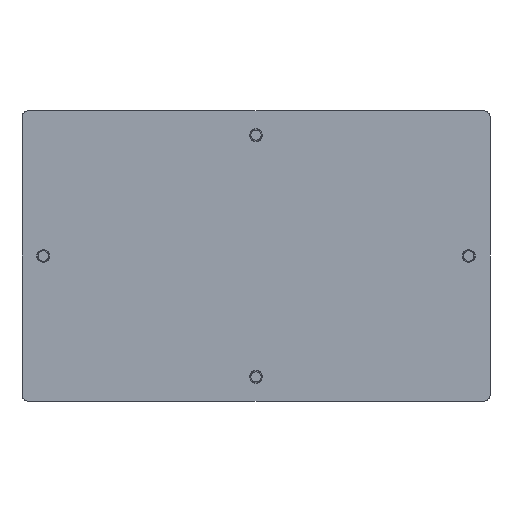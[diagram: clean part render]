
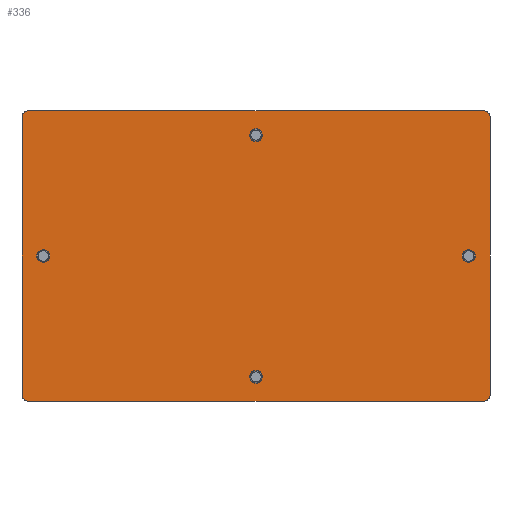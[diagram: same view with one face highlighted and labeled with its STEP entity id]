
A CAD part, front view. The second image highlights one B-rep face of the part: STEP entity #336.
In plain terms, the highlighted planar face has unit normal (0, -1, 0).
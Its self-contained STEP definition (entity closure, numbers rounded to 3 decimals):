
#336=ADVANCED_FACE('',(#590,#591,#592,#593,#594),#595,.F.);
#590=FACE_OUTER_BOUND('',#807,.T.);
#591=FACE_BOUND('',#808,.T.);
#592=FACE_BOUND('',#809,.T.);
#593=FACE_BOUND('',#810,.T.);
#594=FACE_BOUND('',#811,.T.);
#595=PLANE('',#812);
#807=EDGE_LOOP('',(#1305,#1306,#1307,#1308,#1309,#1310,#1311,#1312));
#808=EDGE_LOOP('',(#1313,#1314));
#809=EDGE_LOOP('',(#1315,#1316));
#810=EDGE_LOOP('',(#1317,#1318));
#811=EDGE_LOOP('',(#1319,#1320));
#812=AXIS2_PLACEMENT_3D('',#1321,#1322,#1323);
#1305=ORIENTED_EDGE('',*,*,#1480,.T.);
#1306=ORIENTED_EDGE('',*,*,#1487,.T.);
#1307=ORIENTED_EDGE('',*,*,#1505,.T.);
#1308=ORIENTED_EDGE('',*,*,#1516,.F.);
#1309=ORIENTED_EDGE('',*,*,#1501,.T.);
#1310=ORIENTED_EDGE('',*,*,#1518,.F.);
#1311=ORIENTED_EDGE('',*,*,#1475,.T.);
#1312=ORIENTED_EDGE('',*,*,#1489,.F.);
#1313=ORIENTED_EDGE('',*,*,#1471,.T.);
#1314=ORIENTED_EDGE('',*,*,#1508,.T.);
#1315=ORIENTED_EDGE('',*,*,#1466,.T.);
#1316=ORIENTED_EDGE('',*,*,#1510,.T.);
#1317=ORIENTED_EDGE('',*,*,#1461,.T.);
#1318=ORIENTED_EDGE('',*,*,#1512,.T.);
#1319=ORIENTED_EDGE('',*,*,#1456,.T.);
#1320=ORIENTED_EDGE('',*,*,#1514,.T.);
#1321=CARTESIAN_POINT('',(121.0,8.3,75.0));
#1322=DIRECTION('',(0.0,1.0,0.0));
#1323=DIRECTION('',(0.0,0.0,1.0));
#1456=EDGE_CURVE('',#1701,#1698,#1702,.T.);
#1461=EDGE_CURVE('',#1710,#1707,#1711,.T.);
#1466=EDGE_CURVE('',#1719,#1716,#1720,.T.);
#1471=EDGE_CURVE('',#1728,#1725,#1729,.T.);
#1475=EDGE_CURVE('',#1734,#1735,#1736,.T.);
#1480=EDGE_CURVE('',#1743,#1744,#1745,.T.);
#1487=EDGE_CURVE('',#1744,#1754,#1756,.T.);
#1489=EDGE_CURVE('',#1743,#1735,#1758,.T.);
#1501=EDGE_CURVE('',#1773,#1774,#1775,.T.);
#1505=EDGE_CURVE('',#1754,#1779,#1780,.T.);
#1508=EDGE_CURVE('',#1725,#1728,#1783,.T.);
#1510=EDGE_CURVE('',#1716,#1719,#1785,.T.);
#1512=EDGE_CURVE('',#1707,#1710,#1787,.T.);
#1514=EDGE_CURVE('',#1698,#1701,#1789,.T.);
#1516=EDGE_CURVE('',#1773,#1779,#1791,.T.);
#1518=EDGE_CURVE('',#1734,#1774,#1793,.T.);
#1698=VERTEX_POINT('',#2005);
#1701=VERTEX_POINT('',#2009);
#1702=CIRCLE('',#2010,3.3);
#1707=VERTEX_POINT('',#2016);
#1710=VERTEX_POINT('',#2020);
#1711=CIRCLE('',#2021,3.3);
#1716=VERTEX_POINT('',#2027);
#1719=VERTEX_POINT('',#2031);
#1720=CIRCLE('',#2032,3.3);
#1725=VERTEX_POINT('',#2038);
#1728=VERTEX_POINT('',#2042);
#1729=CIRCLE('',#2043,3.3);
#1734=VERTEX_POINT('',#2049);
#1735=VERTEX_POINT('',#2050);
#1736=CIRCLE('',#2051,3.);
#1743=VERTEX_POINT('',#2060);
#1744=VERTEX_POINT('',#2061);
#1745=CIRCLE('',#2062,3.);
#1754=VERTEX_POINT('',#2074);
#1756=LINE('',#2077,#2078);
#1758=LINE('',#2080,#2081);
#1773=VERTEX_POINT('',#2099);
#1774=VERTEX_POINT('',#2100);
#1775=CIRCLE('',#2101,3.);
#1779=VERTEX_POINT('',#2107);
#1780=CIRCLE('',#2108,3.);
#1783=CIRCLE('',#2112,3.3);
#1785=CIRCLE('',#2114,3.3);
#1787=CIRCLE('',#2116,3.3);
#1789=CIRCLE('',#2118,3.3);
#1791=LINE('',#2120,#2121);
#1793=LINE('',#2123,#2124);
#2005=CARTESIAN_POINT('',(14.3,8.3,75.0));
#2009=CARTESIAN_POINT('',(7.7,8.3,75.0));
#2010=AXIS2_PLACEMENT_3D('',#2304,#2305,#2306);
#2016=CARTESIAN_POINT('',(234.3,8.3,75.0));
#2020=CARTESIAN_POINT('',(227.7,8.3,75.0));
#2021=AXIS2_PLACEMENT_3D('',#2312,#2313,#2314);
#2027=CARTESIAN_POINT('',(124.3,8.3,137.5));
#2031=CARTESIAN_POINT('',(117.7,8.3,137.5));
#2032=AXIS2_PLACEMENT_3D('',#2320,#2321,#2322);
#2038=CARTESIAN_POINT('',(124.3,8.3,12.5));
#2042=CARTESIAN_POINT('',(117.7,8.3,12.5));
#2043=AXIS2_PLACEMENT_3D('',#2328,#2329,#2330);
#2049=CARTESIAN_POINT('',(0.,8.3,3.));
#2050=CARTESIAN_POINT('',(3.,8.3,0.0));
#2051=AXIS2_PLACEMENT_3D('',#2335,#2336,#2337);
#2060=CARTESIAN_POINT('',(239.,8.3,0.));
#2061=CARTESIAN_POINT('',(242.,8.3,3.));
#2062=AXIS2_PLACEMENT_3D('',#2343,#2344,#2345);
#2074=CARTESIAN_POINT('',(242.,8.3,147.));
#2077=CARTESIAN_POINT('',(242.0,8.3,75.0));
#2078=VECTOR('',#2353,1.0);
#2080=CARTESIAN_POINT('',(121.0,8.3,0.0));
#2081=VECTOR('',#2354,1.0);
#2099=CARTESIAN_POINT('',(3.,8.3,150.0));
#2100=CARTESIAN_POINT('',(0.,8.3,147.));
#2101=AXIS2_PLACEMENT_3D('',#2376,#2377,#2378);
#2107=CARTESIAN_POINT('',(239.,8.3,150.));
#2108=AXIS2_PLACEMENT_3D('',#2381,#2382,#2383);
#2112=AXIS2_PLACEMENT_3D('',#2385,#2386,#2387);
#2114=AXIS2_PLACEMENT_3D('',#2388,#2389,#2390);
#2116=AXIS2_PLACEMENT_3D('',#2391,#2392,#2393);
#2118=AXIS2_PLACEMENT_3D('',#2394,#2395,#2396);
#2120=CARTESIAN_POINT('',(121.0,8.3,150.0));
#2121=VECTOR('',#2397,1.0);
#2123=CARTESIAN_POINT('',(0.0,8.3,75.0));
#2124=VECTOR('',#2398,1.0);
#2304=CARTESIAN_POINT('',(11.,8.3,75.0));
#2305=DIRECTION('',(-0.0,1.0,0.0));
#2306=DIRECTION('',(1.0,0.0,0.0));
#2312=CARTESIAN_POINT('',(231.,8.3,75.0));
#2313=DIRECTION('',(-0.0,1.0,0.0));
#2314=DIRECTION('',(1.0,0.0,0.0));
#2320=CARTESIAN_POINT('',(121.,8.3,137.5));
#2321=DIRECTION('',(-0.0,1.0,0.0));
#2322=DIRECTION('',(1.0,0.0,0.0));
#2328=CARTESIAN_POINT('',(121.,8.3,12.5));
#2329=DIRECTION('',(-0.0,1.0,0.0));
#2330=DIRECTION('',(1.0,0.0,0.0));
#2335=CARTESIAN_POINT('',(3.,8.3,3.));
#2336=DIRECTION('',(0.0,-1.0,-0.0));
#2337=DIRECTION('',(0.,0.0,-1.0));
#2343=CARTESIAN_POINT('',(239.,8.3,3.));
#2344=DIRECTION('',(0.0,-1.0,-0.0));
#2345=DIRECTION('',(1.0,0.0,0.));
#2353=DIRECTION('',(0.0,0.0,1.0));
#2354=DIRECTION('',(-1.0,0.0,0.0));
#2376=CARTESIAN_POINT('',(3.,8.3,147.));
#2377=DIRECTION('',(-0.0,-1.0,0.0));
#2378=DIRECTION('',(0.,0.0,1.0));
#2381=CARTESIAN_POINT('',(239.,8.3,147.));
#2382=DIRECTION('',(0.0,-1.0,0.0));
#2383=DIRECTION('',(1.0,0.0,0.));
#2385=CARTESIAN_POINT('',(121.,8.3,12.5));
#2386=DIRECTION('',(-0.0,1.0,0.0));
#2387=DIRECTION('',(1.0,0.0,0.0));
#2388=CARTESIAN_POINT('',(121.,8.3,137.5));
#2389=DIRECTION('',(-0.0,1.0,0.0));
#2390=DIRECTION('',(1.0,0.0,0.0));
#2391=CARTESIAN_POINT('',(231.,8.3,75.0));
#2392=DIRECTION('',(-0.0,1.0,0.0));
#2393=DIRECTION('',(1.0,0.0,0.0));
#2394=CARTESIAN_POINT('',(11.,8.3,75.0));
#2395=DIRECTION('',(-0.0,1.0,0.0));
#2396=DIRECTION('',(1.0,0.0,0.0));
#2397=DIRECTION('',(1.0,0.0,0.0));
#2398=DIRECTION('',(0.0,0.0,1.0));
